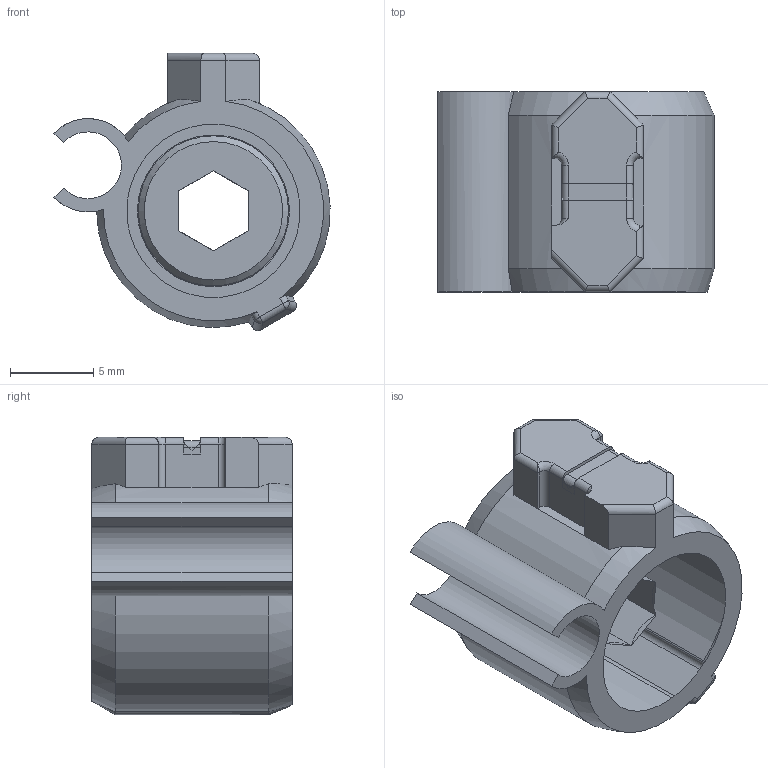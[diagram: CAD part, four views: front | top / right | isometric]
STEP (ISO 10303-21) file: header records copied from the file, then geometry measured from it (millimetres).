
FILE_DESCRIPTION(/* description */ (''),/* implementation_level */ '2;1');
FILE_NAME(/* name */ 'Stumpy PSF MK II Shuttle.step',/* time_stamp */ '2026-01-08T13:52:39+13:00',/* author */ (''),/* organization */ (''),/* preprocessor_version */ 'ST-DEVELOPER v20.1',/* originating_system */ 'Autodesk Translation Framework v14.21.0.0',/* authorisation */ '');
FILE_SCHEMA (('AUTOMOTIVE_DESIGN { 1 0 10303 214 3 1 1 }'));
Length unit declared in the file: millimetre
Products named in the file (1): Stumpy PSF MK II Shuttle
Bounding box: 16.56 x 12 x 16.62 mm (x, y, z)
Volume: 1523.4 mm3; surface area: 1305.5 mm2
Topology: 2 solids, 2 shells, 156 faces, 400 edges, 250 vertices
Faces by surface type: cylinder 73, plane 55, cone 20, torus 4, sphere 4
Full cylindrical faces by diameter (mm): 8.3 x2, 9 x1
Entity records: 5083 total; most frequent: CARTESIAN_POINT 1259, DIRECTION 815, ORIENTED_EDGE 800, EDGE_CURVE 400, AXIS2_PLACEMENT_3D 317, VERTEX_POINT 250, LINE 181, VECTOR 181
